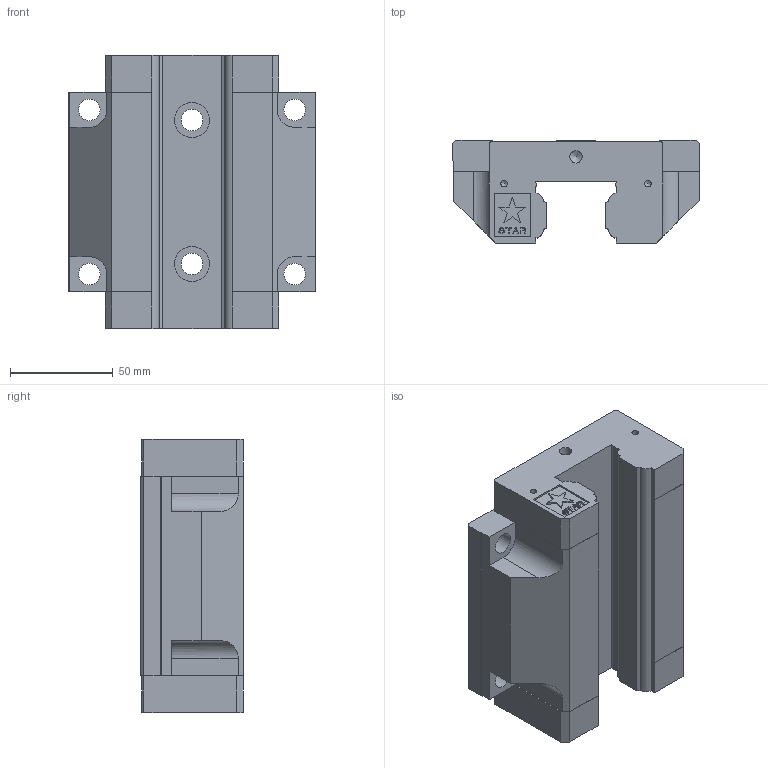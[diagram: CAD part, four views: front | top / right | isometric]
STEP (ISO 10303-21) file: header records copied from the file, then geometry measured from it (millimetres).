
FILE_DESCRIPTION (( 'STEP AP214' ), '1' );
FILE_NAME ('Rexroth-Runner-Block-R165141410.step', '2020-07-02T07:49:24', ( '' ), ( '' ), 'SwSTEP 2.0', 'SolidWorks 2010', '' );
FILE_SCHEMA (( 'AUTOMOTIVE_DESIGN' ));
Length unit declared in the file: millimetre
Products named in the file (1): Rexroth-Runner-Block-R165141410
Bounding box: 120 x 50 x 133 mm (x, y, z)
Volume: 513328.2 mm3; surface area: 62424.8 mm2
Topology: 1 solids, 1 shells, 348 faces, 976 edges, 648 vertices
Faces by surface type: plane 316, cylinder 26, cone 6
Full cylindrical faces by diameter (mm): 3.2 x4, 6 x2, 10.5 x6, 17 x2
Entity records: 10854 total; most frequent: CARTESIAN_POINT 1941, ORIENTED_EDGE 1888, DIRECTION 1686, EDGE_CURVE 944, LINE 892, VECTOR 892, VERTEX_POINT 636, EDGE_LOOP 398
